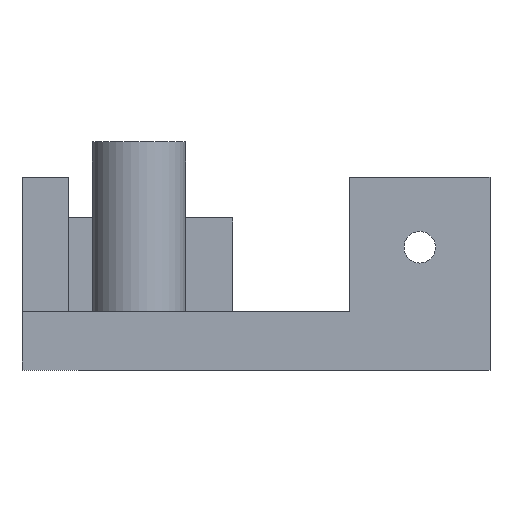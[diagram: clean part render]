
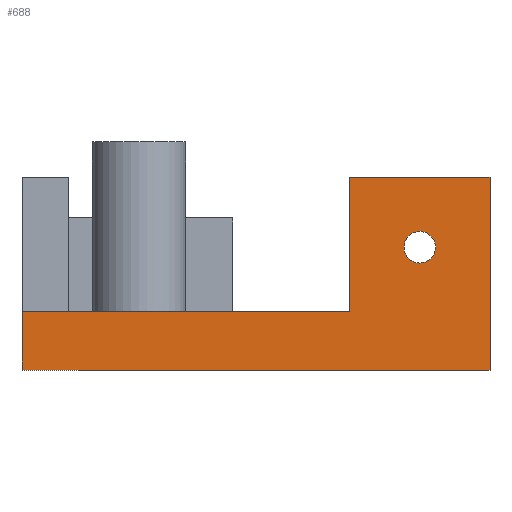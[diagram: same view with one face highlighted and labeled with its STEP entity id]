
A CAD part, front view. The second image highlights one B-rep face of the part: STEP entity #688.
In plain terms, the highlighted planar face has unit normal (0, -1, 0).
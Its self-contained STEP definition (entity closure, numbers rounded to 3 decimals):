
#24=FACE_BOUND('',#137,.T.);
#53=PLANE('',#753);
#90=FACE_OUTER_BOUND('',#136,.T.);
#136=EDGE_LOOP('',(#631,#632,#633,#634,#635,#636));
#137=EDGE_LOOP('',(#637));
#153=LINE('',#988,#231);
#188=LINE('',#1062,#266);
#195=LINE('',#1075,#273);
#201=LINE('',#1088,#279);
#211=LINE('',#1115,#289);
#216=LINE('',#1126,#294);
#231=VECTOR('',#803,10.);
#266=VECTOR('',#864,10.);
#273=VECTOR('',#875,10.);
#279=VECTOR('',#887,10.);
#289=VECTOR('',#919,10.);
#294=VECTOR('',#934,10.);
#308=CIRCLE('',#743,1.35);
#327=VERTEX_POINT('',#985);
#328=VERTEX_POINT('',#987);
#353=VERTEX_POINT('',#1059);
#354=VERTEX_POINT('',#1061);
#362=VERTEX_POINT('',#1086);
#366=VERTEX_POINT('',#1101);
#368=VERTEX_POINT('',#1114);
#392=EDGE_CURVE('',#327,#328,#153,.T.);
#429=EDGE_CURVE('',#354,#353,#188,.T.);
#436=EDGE_CURVE('',#328,#353,#195,.T.);
#443=EDGE_CURVE('',#362,#327,#201,.T.);
#451=EDGE_CURVE('',#366,#366,#308,.T.);
#456=EDGE_CURVE('',#368,#354,#211,.T.);
#461=EDGE_CURVE('',#362,#368,#216,.T.);
#631=ORIENTED_EDGE('',*,*,#429,.T.);
#632=ORIENTED_EDGE('',*,*,#436,.F.);
#633=ORIENTED_EDGE('',*,*,#392,.F.);
#634=ORIENTED_EDGE('',*,*,#443,.F.);
#635=ORIENTED_EDGE('',*,*,#461,.T.);
#636=ORIENTED_EDGE('',*,*,#456,.T.);
#637=ORIENTED_EDGE('',*,*,#451,.T.);
#688=ADVANCED_FACE('',(#90,#24),#53,.T.);
#743=AXIS2_PLACEMENT_3D('',#1103,#903,#904);
#753=AXIS2_PLACEMENT_3D('',#1125,#932,#933);
#803=DIRECTION('',(1.,0.,0.));
#864=DIRECTION('',(-1.,0.,0.));
#875=DIRECTION('',(0.,0.,1.));
#887=DIRECTION('',(0.,0.,1.));
#903=DIRECTION('center_axis',(0.,1.,0.));
#904=DIRECTION('ref_axis',(-1.,0.,0.));
#919=DIRECTION('',(0.,0.,1.));
#932=DIRECTION('center_axis',(0.,-1.,0.));
#933=DIRECTION('ref_axis',(1.,0.,0.));
#934=DIRECTION('',(1.,0.,0.));
#985=CARTESIAN_POINT('',(-239.407,-173.067,14.5));
#987=CARTESIAN_POINT('',(-211.407,-173.067,14.5));
#988=CARTESIAN_POINT('',(-239.407,-173.067,14.5));
#1059=CARTESIAN_POINT('',(-211.407,-173.067,26.));
#1061=CARTESIAN_POINT('',(-199.407,-173.067,26.));
#1062=CARTESIAN_POINT('',(-222.407,-173.067,26.));
#1075=CARTESIAN_POINT('',(-211.407,-173.067,14.5));
#1086=CARTESIAN_POINT('',(-239.407,-173.067,9.5));
#1088=CARTESIAN_POINT('',(-239.407,-173.067,9.5));
#1101=CARTESIAN_POINT('',(-204.057,-173.067,20.));
#1103=CARTESIAN_POINT('Origin',(-205.407,-173.067,20.));
#1114=CARTESIAN_POINT('',(-199.407,-173.067,9.5));
#1115=CARTESIAN_POINT('',(-199.407,-173.067,9.5));
#1125=CARTESIAN_POINT('Origin',(-239.407,-173.067,9.5));
#1126=CARTESIAN_POINT('',(-239.407,-173.067,9.5));
